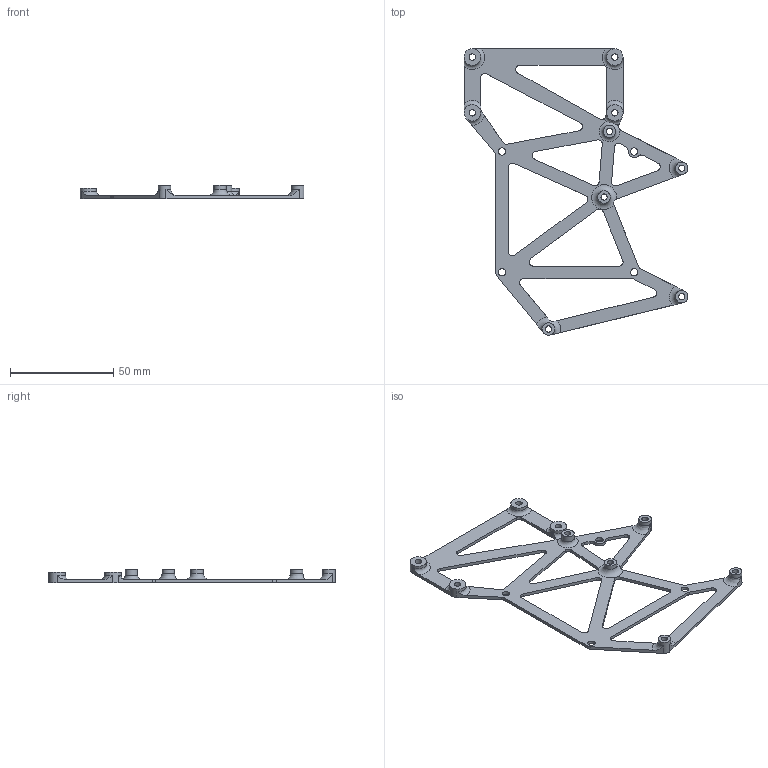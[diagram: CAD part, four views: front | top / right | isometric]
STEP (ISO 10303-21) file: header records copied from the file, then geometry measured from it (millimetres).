
FILE_DESCRIPTION(/* description */ (''),/* implementation_level */ '2;1');
FILE_NAME(/* name */ 'holder_MellowFLY.step',/* time_stamp */ '2021-12-11T17:40:01+01:00',/* author */ (''),/* organization */ (''),/* preprocessor_version */ 'ST-DEVELOPER v18.1',/* originating_system */ 'Autodesk Translation Framework v10.10.0.1391',/* authorisation */ '');
FILE_SCHEMA (('AUTOMOTIVE_DESIGN { 1 0 10303 214 3 1 1 }'));
Length unit declared in the file: millimetre
Products named in the file (1): BoardHolder
Bounding box: 108.41 x 138.67 x 6.5 mm (x, y, z)
Volume: 8485.9 mm3; surface area: 12788.7 mm2
Topology: 1 solids, 1 shells, 112 faces, 335 edges, 222 vertices
Faces by surface type: cylinder 54, plane 49, torus 9
Full cylindrical faces by diameter (mm): 3 x5, 3.1 x4, 3.5 x4, 6 x5, 8 x4
Entity records: 4123 total; most frequent: CARTESIAN_POINT 927, ORIENTED_EDGE 670, DIRECTION 667, EDGE_CURVE 335, AXIS2_PLACEMENT_3D 248, VERTEX_POINT 222, LINE 171, VECTOR 171
